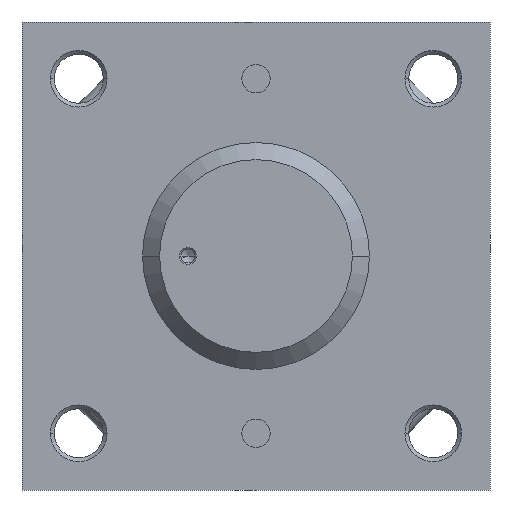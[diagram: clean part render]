
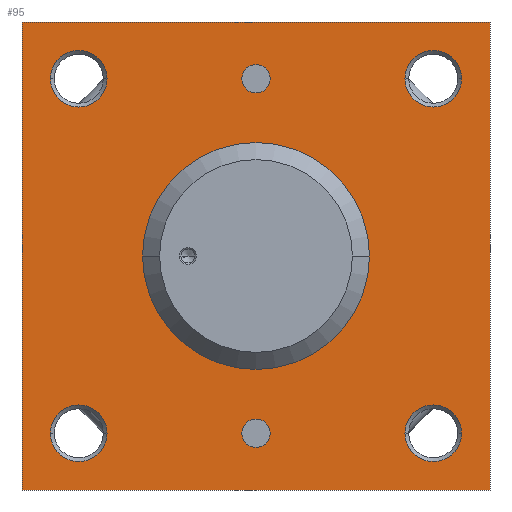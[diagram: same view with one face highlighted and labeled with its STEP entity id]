
A CAD part, left-side view. The second image highlights one B-rep face of the part: STEP entity #95.
In plain terms, the highlighted planar face has unit normal (-1, 0, 0).
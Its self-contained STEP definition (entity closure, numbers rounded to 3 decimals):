
#95=ADVANCED_FACE('',(#227,#228,#229,#230,#231,#232,#233,#234),#235,.F.);
#227=FACE_BOUND('',#393,.T.);
#228=FACE_BOUND('',#394,.T.);
#229=FACE_BOUND('',#395,.T.);
#230=FACE_BOUND('',#396,.T.);
#231=FACE_BOUND('',#397,.T.);
#232=FACE_BOUND('',#398,.T.);
#233=FACE_BOUND('',#399,.T.);
#234=FACE_OUTER_BOUND('',#400,.T.);
#235=PLANE('',#401);
#393=EDGE_LOOP('',(#818,#819));
#394=EDGE_LOOP('',(#820,#821));
#395=EDGE_LOOP('',(#822,#823));
#396=EDGE_LOOP('',(#824,#825));
#397=EDGE_LOOP('',(#826,#827));
#398=EDGE_LOOP('',(#828,#829));
#399=EDGE_LOOP('',(#830,#831));
#400=EDGE_LOOP('',(#832,#833,#834,#835));
#401=AXIS2_PLACEMENT_3D('',#836,#837,#838);
#818=ORIENTED_EDGE('',*,*,#1111,.T.);
#819=ORIENTED_EDGE('',*,*,#1155,.T.);
#820=ORIENTED_EDGE('',*,*,#1100,.T.);
#821=ORIENTED_EDGE('',*,*,#1157,.T.);
#822=ORIENTED_EDGE('',*,*,#1089,.T.);
#823=ORIENTED_EDGE('',*,*,#1159,.T.);
#824=ORIENTED_EDGE('',*,*,#1078,.T.);
#825=ORIENTED_EDGE('',*,*,#1161,.T.);
#826=ORIENTED_EDGE('',*,*,#1163,.T.);
#827=ORIENTED_EDGE('',*,*,#1071,.T.);
#828=ORIENTED_EDGE('',*,*,#1164,.T.);
#829=ORIENTED_EDGE('',*,*,#1067,.T.);
#830=ORIENTED_EDGE('',*,*,#1142,.T.);
#831=ORIENTED_EDGE('',*,*,#1119,.T.);
#832=ORIENTED_EDGE('',*,*,#1165,.T.);
#833=ORIENTED_EDGE('',*,*,#1166,.T.);
#834=ORIENTED_EDGE('',*,*,#1167,.T.);
#835=ORIENTED_EDGE('',*,*,#1168,.T.);
#836=CARTESIAN_POINT('',(-23.0,0.0,0.0));
#837=DIRECTION('',(1.0,0.0,0.));
#838=DIRECTION('',(0.,0.0,-1.0));
#1067=EDGE_CURVE('',#1273,#1277,#1279,.T.);
#1071=EDGE_CURVE('',#1281,#1285,#1287,.T.);
#1078=EDGE_CURVE('',#1296,#1298,#1300,.T.);
#1089=EDGE_CURVE('',#1315,#1317,#1319,.T.);
#1100=EDGE_CURVE('',#1334,#1336,#1338,.T.);
#1111=EDGE_CURVE('',#1353,#1355,#1357,.T.);
#1119=EDGE_CURVE('',#1364,#1368,#1370,.T.);
#1142=EDGE_CURVE('',#1368,#1364,#1406,.T.);
#1155=EDGE_CURVE('',#1355,#1353,#1423,.T.);
#1157=EDGE_CURVE('',#1336,#1334,#1425,.T.);
#1159=EDGE_CURVE('',#1317,#1315,#1427,.T.);
#1161=EDGE_CURVE('',#1298,#1296,#1429,.T.);
#1163=EDGE_CURVE('',#1285,#1281,#1431,.T.);
#1164=EDGE_CURVE('',#1277,#1273,#1432,.T.);
#1165=EDGE_CURVE('',#1433,#1434,#1435,.T.);
#1166=EDGE_CURVE('',#1434,#1436,#1437,.T.);
#1167=EDGE_CURVE('',#1436,#1438,#1439,.T.);
#1168=EDGE_CURVE('',#1438,#1433,#1440,.T.);
#1273=VERTEX_POINT('',#1573);
#1277=VERTEX_POINT('',#1578);
#1279=CIRCLE('',#1581,5.0);
#1281=VERTEX_POINT('',#1583);
#1285=VERTEX_POINT('',#1588);
#1287=CIRCLE('',#1591,5.0);
#1296=VERTEX_POINT('',#1602);
#1298=VERTEX_POINT('',#1605);
#1300=CIRCLE('',#1608,10.0);
#1315=VERTEX_POINT('',#1627);
#1317=VERTEX_POINT('',#1630);
#1319=CIRCLE('',#1633,10.0);
#1334=VERTEX_POINT('',#1652);
#1336=VERTEX_POINT('',#1655);
#1338=CIRCLE('',#1658,10.0);
#1353=VERTEX_POINT('',#1677);
#1355=VERTEX_POINT('',#1680);
#1357=CIRCLE('',#1683,10.0);
#1364=VERTEX_POINT('',#1692);
#1368=VERTEX_POINT('',#1697);
#1370=CIRCLE('',#1700,40.0);
#1406=CIRCLE('',#1746,40.0);
#1423=CIRCLE('',#1767,10.0);
#1425=CIRCLE('',#1769,10.0);
#1427=CIRCLE('',#1771,10.0);
#1429=CIRCLE('',#1773,10.0);
#1431=CIRCLE('',#1775,5.0);
#1432=CIRCLE('',#1776,5.0);
#1433=VERTEX_POINT('',#1777);
#1434=VERTEX_POINT('',#1778);
#1435=LINE('',#1779,#1780);
#1436=VERTEX_POINT('',#1781);
#1437=LINE('',#1782,#1783);
#1438=VERTEX_POINT('',#1784);
#1439=LINE('',#1785,#1786);
#1440=LINE('',#1787,#1788);
#1573=CARTESIAN_POINT('',(-23.0,0.,57.5));
#1578=CARTESIAN_POINT('',(-23.0,0.,67.5));
#1581=AXIS2_PLACEMENT_3D('',#2200,#2201,#2202);
#1583=CARTESIAN_POINT('',(-23.0,0.,-67.5));
#1588=CARTESIAN_POINT('',(-23.0,0.,-57.5));
#1591=AXIS2_PLACEMENT_3D('',#2208,#2209,#2210);
#1602=CARTESIAN_POINT('',(-23.0,-52.5,62.5));
#1605=CARTESIAN_POINT('',(-23.0,-72.5,62.5));
#1608=AXIS2_PLACEMENT_3D('',#2221,#2222,#2223);
#1627=CARTESIAN_POINT('',(-23.0,72.5,62.5));
#1630=CARTESIAN_POINT('',(-23.0,52.5,62.5));
#1633=AXIS2_PLACEMENT_3D('',#2242,#2243,#2244);
#1652=CARTESIAN_POINT('',(-23.0,-52.5,-62.5));
#1655=CARTESIAN_POINT('',(-23.0,-72.5,-62.5));
#1658=AXIS2_PLACEMENT_3D('',#2263,#2264,#2265);
#1677=CARTESIAN_POINT('',(-23.0,72.5,-62.5));
#1680=CARTESIAN_POINT('',(-23.0,52.5,-62.5));
#1683=AXIS2_PLACEMENT_3D('',#2284,#2285,#2286);
#1692=CARTESIAN_POINT('',(-23.0,0.,-40.0));
#1697=CARTESIAN_POINT('',(-23.0,0.,40.0));
#1700=AXIS2_PLACEMENT_3D('',#2300,#2301,#2302);
#1746=AXIS2_PLACEMENT_3D('',#2349,#2350,#2351);
#1767=AXIS2_PLACEMENT_3D('',#2380,#2381,#2382);
#1769=AXIS2_PLACEMENT_3D('',#2386,#2387,#2388);
#1771=AXIS2_PLACEMENT_3D('',#2392,#2393,#2394);
#1773=AXIS2_PLACEMENT_3D('',#2398,#2399,#2400);
#1775=AXIS2_PLACEMENT_3D('',#2404,#2405,#2406);
#1776=AXIS2_PLACEMENT_3D('',#2407,#2408,#2409);
#1777=CARTESIAN_POINT('',(-23.0,82.5,-82.5));
#1778=CARTESIAN_POINT('',(-23.0,-82.5,-82.5));
#1779=CARTESIAN_POINT('',(-23.0,0.0,-82.5));
#1780=VECTOR('',#2410,1.0);
#1781=CARTESIAN_POINT('',(-23.0,-82.5,82.5));
#1782=CARTESIAN_POINT('',(-23.0,-82.5,0.0));
#1783=VECTOR('',#2411,1.0);
#1784=CARTESIAN_POINT('',(-23.0,82.5,82.5));
#1785=CARTESIAN_POINT('',(-23.0,0.0,82.5));
#1786=VECTOR('',#2412,1.0);
#1787=CARTESIAN_POINT('',(-23.0,82.5,0.0));
#1788=VECTOR('',#2413,1.0);
#2200=CARTESIAN_POINT('',(-23.0,0.0,62.5));
#2201=DIRECTION('',(1.0,0.0,0.));
#2202=DIRECTION('',(0.,0.0,-1.0));
#2208=CARTESIAN_POINT('',(-23.0,0.0,-62.5));
#2209=DIRECTION('',(1.0,0.0,0.));
#2210=DIRECTION('',(0.,0.0,-1.0));
#2221=CARTESIAN_POINT('',(-23.0,-62.5,62.5));
#2222=DIRECTION('',(1.0,-0.0,0.));
#2223=DIRECTION('',(0.0,1.0,0.0));
#2242=CARTESIAN_POINT('',(-23.0,62.5,62.5));
#2243=DIRECTION('',(1.0,-0.0,0.));
#2244=DIRECTION('',(0.0,1.0,0.0));
#2263=CARTESIAN_POINT('',(-23.0,-62.5,-62.5));
#2264=DIRECTION('',(1.0,-0.0,0.));
#2265=DIRECTION('',(0.0,1.0,0.0));
#2284=CARTESIAN_POINT('',(-23.0,62.5,-62.5));
#2285=DIRECTION('',(1.0,-0.0,0.));
#2286=DIRECTION('',(0.0,1.0,0.0));
#2300=CARTESIAN_POINT('',(-23.0,0.0,0.0));
#2301=DIRECTION('',(1.0,0.0,0.));
#2302=DIRECTION('',(0.,0.0,-1.0));
#2349=CARTESIAN_POINT('',(-23.0,0.0,0.0));
#2350=DIRECTION('',(1.0,0.0,0.));
#2351=DIRECTION('',(0.,0.0,-1.0));
#2380=CARTESIAN_POINT('',(-23.0,62.5,-62.5));
#2381=DIRECTION('',(1.0,-0.0,0.));
#2382=DIRECTION('',(0.0,1.0,0.0));
#2386=CARTESIAN_POINT('',(-23.0,-62.5,-62.5));
#2387=DIRECTION('',(1.0,-0.0,0.));
#2388=DIRECTION('',(0.0,1.0,0.0));
#2392=CARTESIAN_POINT('',(-23.0,62.5,62.5));
#2393=DIRECTION('',(1.0,-0.0,0.));
#2394=DIRECTION('',(0.0,1.0,0.0));
#2398=CARTESIAN_POINT('',(-23.0,-62.5,62.5));
#2399=DIRECTION('',(1.0,-0.0,0.));
#2400=DIRECTION('',(0.0,1.0,0.0));
#2404=CARTESIAN_POINT('',(-23.0,0.0,-62.5));
#2405=DIRECTION('',(1.0,0.0,0.));
#2406=DIRECTION('',(0.,0.0,-1.0));
#2407=CARTESIAN_POINT('',(-23.0,0.0,62.5));
#2408=DIRECTION('',(1.0,0.0,0.));
#2409=DIRECTION('',(0.,0.0,-1.0));
#2410=DIRECTION('',(0.0,-1.0,0.0));
#2411=DIRECTION('',(0.,0.0,1.0));
#2412=DIRECTION('',(0.0,1.0,0.0));
#2413=DIRECTION('',(0.,0.0,-1.0));
